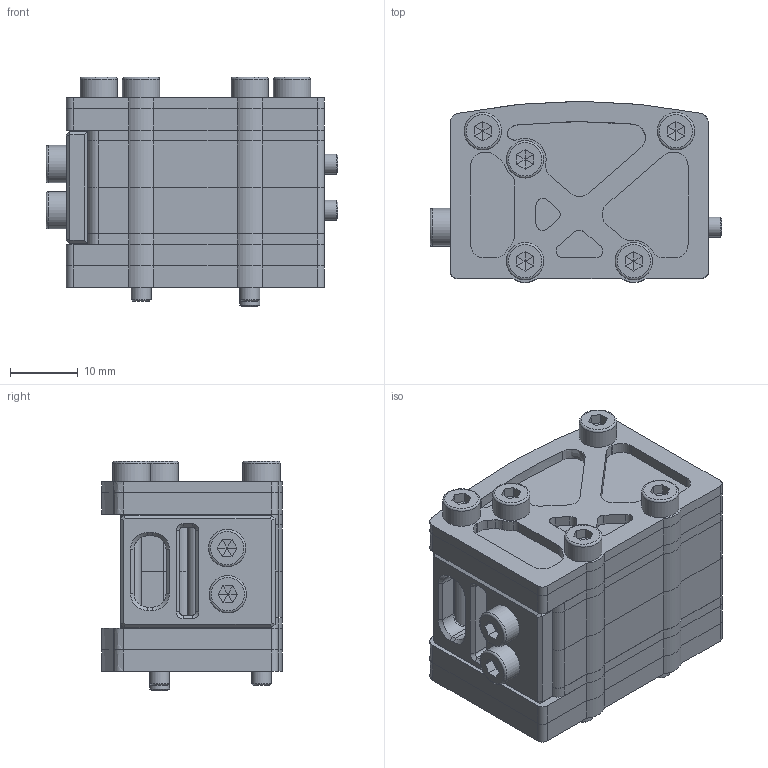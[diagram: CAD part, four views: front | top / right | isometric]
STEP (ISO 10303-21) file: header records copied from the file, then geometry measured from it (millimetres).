
FILE_DESCRIPTION(/* description */ (''),/* implementation_level */ '2;1');
FILE_NAME(/* name */ 'XY joint pre-alpha 0.2.step',/* time_stamp */ '2024-04-25T18:35:46-05:00',/* author */ (''),/* organization */ (''),/* preprocessor_version */ 'ST-DEVELOPER v20',/* originating_system */ 'Autodesk Translation Framework v12.20.1.177',/* authorisation */ '');
FILE_SCHEMA (('AUTOMOTIVE_DESIGN { 1 0 10303 214 3 1 1 }'));
Length unit declared in the file: millimetre
Products named in the file (8): XY joint; printed tensioner body; tensioner mechanism SLM al; hardware; Broached Hexagon Socket Head Cap Screw ANSI B18.3.1M - M3x0.5 x 6 Ste
el Grade 2 Plain v1; Broached Hexagon Socket Head Cap Screw ANSI B18.3.1M - M3x0.5 x 30 St
eel Grade 2 Plain v1; Broached Hexagon Socket Head Cap Screw ANSI B18.3.1M - M3x0.5 x 25 St
eel Grade 2 Plain v1; Broached Hexagon Socket Head Cap Screw ANSI B18.3.1M - M3x0.5 x 40 St
eel Grade 2 Plain v1
Assembly tree (11 placements, depth 3):
  XY joint
    printed tensioner body
    tensioner mechanism SLM al
    hardware
      Broached Hexagon Socket Head Cap Screw ANSI B18.3.1M - M3x0.5 x 6 Ste
el Grade 2 Plain v1
      Broached Hexagon Socket Head Cap Screw ANSI B18.3.1M - M3x0.5 x 30 St
eel Grade 2 Plain v1  x3
      Broached Hexagon Socket Head Cap Screw ANSI B18.3.1M - M3x0.5 x 40 St
eel Grade 2 Plain v1  x2
      Broached Hexagon Socket Head Cap Screw ANSI B18.3.1M - M3x0.5 x 25 St
eel Grade 2 Plain v1  x2
Bounding box: 43 x 26.65 x 33.77 mm (x, y, z)
Volume: 21027 mm3; surface area: 23045.7 mm2
Topology: 25 solids, 27 shells, 748 faces, 1860 edges, 1169 vertices
Faces by surface type: plane 368, cylinder 262, cone 56, bspline 42, torus 18, sphere 2
Full cylindrical faces by diameter (mm): 2 x6, 2.1 x1, 2.2 x28, 2.5 x4, 2.927 x8, 3 x1, 3.2 x25, 3.4 x2, 3.6 x6, 5.5 x8
Entity records: 22587 total; most frequent: CARTESIAN_POINT 5584, DIRECTION 3510, ORIENTED_EDGE 3444, EDGE_CURVE 1722, AXIS2_PLACEMENT_3D 1267, VERTEX_POINT 1093, LINE 976, VECTOR 976
